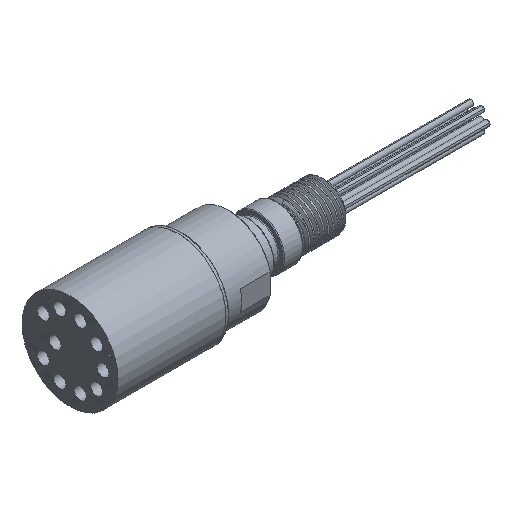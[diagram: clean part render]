
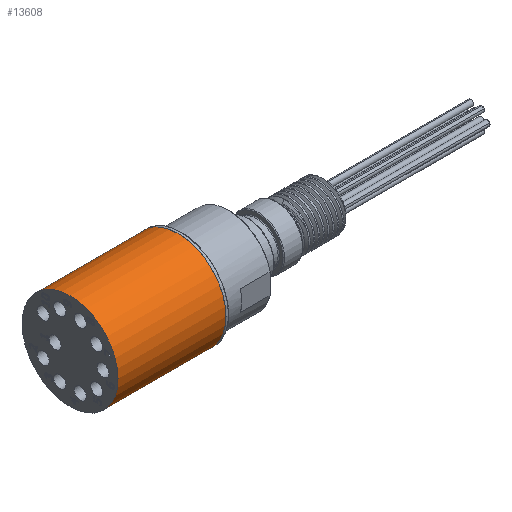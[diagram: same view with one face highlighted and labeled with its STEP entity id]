
A CAD part, isometric view. The second image highlights one B-rep face of the part: STEP entity #13608.
In plain terms, the highlighted cylindrical face has radius 12.7 mm (diameter 25.4 mm), a full revolution.
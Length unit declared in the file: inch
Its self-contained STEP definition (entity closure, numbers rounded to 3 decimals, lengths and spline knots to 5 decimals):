
#575=CYLINDRICAL_SURFACE($,#14683,0.5);
#839=FACE_BOUND($,#3748,.T.);
#1186=CIRCLE($,#14530,0.5);
#1267=CIRCLE($,#14684,0.5);
#2654=FACE_OUTER_BOUND($,#3747,.T.);
#3747=EDGE_LOOP($,(#10991));
#3748=EDGE_LOOP($,(#10992));
#6794=VERTEX_POINT($,#24326);
#6875=VERTEX_POINT($,#24561);
#8347=EDGE_CURVE($,#6794,#6794,#1186,.T.);
#8428=EDGE_CURVE($,#6875,#6875,#1267,.T.);
#10991=ORIENTED_EDGE($,*,*,#8347,.F.);
#10992=ORIENTED_EDGE($,*,*,#8428,.T.);
#13608=ADVANCED_FACE($,(#2654,#839),#575,.T.);
#14530=AXIS2_PLACEMENT_3D($,#24327,#16779,#16780);
#14683=AXIS2_PLACEMENT_3D($,#24560,#17085,#17086);
#14684=AXIS2_PLACEMENT_3D($,#24562,#17087,#17088);
#16779=DIRECTION('center_axis',(-1.,0.,0.));
#16780=DIRECTION('ref_axis',(0.,0.,1.));
#17085=DIRECTION('center_axis',(1.,0.,0.));
#17086=DIRECTION('ref_axis',(0.,0.,-1.));
#17087=DIRECTION('center_axis',(-1.,0.,0.));
#17088=DIRECTION('ref_axis',(0.,0.,1.));
#24326=CARTESIAN_POINT('',(-1.,0.,0.5));
#24327=CARTESIAN_POINT('Origin',(-1.,0.,0.));
#24560=CARTESIAN_POINT('Origin',(-1.,0.,0.));
#24561=CARTESIAN_POINT('',(0.125,0.,-0.5));
#24562=CARTESIAN_POINT('Origin',(0.125,0.,0.));
